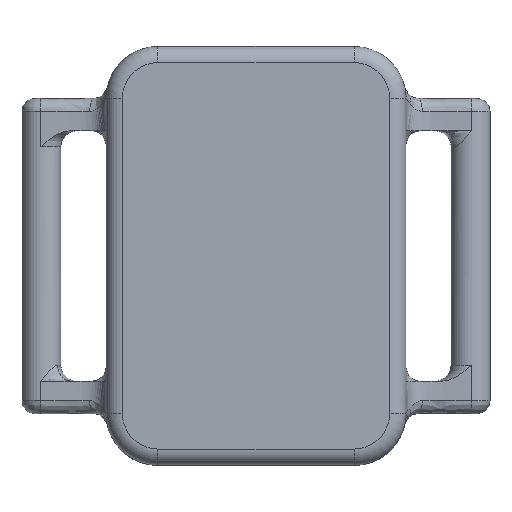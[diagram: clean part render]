
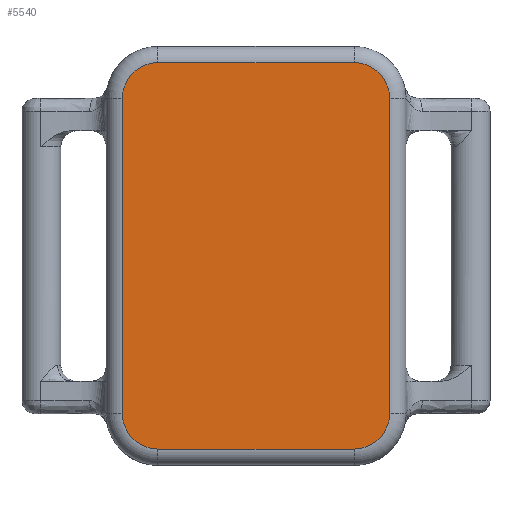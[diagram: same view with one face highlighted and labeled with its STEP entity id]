
A CAD part, top view. The second image highlights one B-rep face of the part: STEP entity #5540.
In plain terms, the highlighted planar face has unit normal (0, 0, 1).
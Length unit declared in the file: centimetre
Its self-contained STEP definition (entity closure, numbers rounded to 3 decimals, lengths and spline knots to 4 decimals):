
#102=PLANE('',#5916);
#386=FACE_OUTER_BOUND('',#705,.T.);
#705=EDGE_LOOP('',(#3985,#3986,#3987,#3988,#3989,#3990,#3991,#3992));
#1138=CIRCLE('',#5895,0.55);
#1142=CIRCLE('',#5901,0.55);
#1146=CIRCLE('',#5907,0.55);
#1149=CIRCLE('',#5912,0.55);
#1389=LINE('',#8604,#1883);
#1390=LINE('',#8613,#1884);
#1391=LINE('',#8622,#1885);
#1392=LINE('',#8633,#1886);
#1883=VECTOR('',#6485,1.);
#1884=VECTOR('',#6498,1.);
#1885=VECTOR('',#6511,1.);
#1886=VECTOR('',#6524,1.);
#2393=VERTEX_POINT('',#8600);
#2394=VERTEX_POINT('',#8602);
#2395=VERTEX_POINT('',#8606);
#2396=VERTEX_POINT('',#8611);
#2397=VERTEX_POINT('',#8615);
#2398=VERTEX_POINT('',#8620);
#2400=VERTEX_POINT('',#8625);
#2402=VERTEX_POINT('',#8631);
#2985=EDGE_CURVE('',#2394,#2393,#1389,.T.);
#2987=EDGE_CURVE('',#2395,#2394,#1138,.T.);
#2990=EDGE_CURVE('',#2396,#2395,#1390,.T.);
#2992=EDGE_CURVE('',#2397,#2396,#1142,.T.);
#2995=EDGE_CURVE('',#2398,#2397,#1391,.T.);
#2997=EDGE_CURVE('',#2400,#2398,#1146,.T.);
#3000=EDGE_CURVE('',#2402,#2400,#1392,.T.);
#3002=EDGE_CURVE('',#2393,#2402,#1149,.T.);
#3985=ORIENTED_EDGE('',*,*,#2985,.F.);
#3986=ORIENTED_EDGE('',*,*,#2987,.F.);
#3987=ORIENTED_EDGE('',*,*,#2990,.F.);
#3988=ORIENTED_EDGE('',*,*,#2992,.F.);
#3989=ORIENTED_EDGE('',*,*,#2995,.F.);
#3990=ORIENTED_EDGE('',*,*,#2997,.F.);
#3991=ORIENTED_EDGE('',*,*,#3000,.F.);
#3992=ORIENTED_EDGE('',*,*,#3002,.F.);
#5540=ADVANCED_FACE('',(#386),#102,.T.);
#5895=AXIS2_PLACEMENT_3D('',#8608,#6490,#6491);
#5901=AXIS2_PLACEMENT_3D('',#8617,#6503,#6504);
#5907=AXIS2_PLACEMENT_3D('',#8627,#6516,#6517);
#5912=AXIS2_PLACEMENT_3D('',#8636,#6528,#6529);
#5916=AXIS2_PLACEMENT_3D('',#8640,#6536,#6537);
#6485=DIRECTION('',(0.,1.,0.));
#6490=DIRECTION('center_axis',(0.,0.,-1.));
#6491=DIRECTION('ref_axis',(-0.707,-0.707,0.));
#6498=DIRECTION('',(-1.,0.,0.));
#6503=DIRECTION('center_axis',(0.,0.,-1.));
#6504=DIRECTION('ref_axis',(0.707,-0.707,0.));
#6511=DIRECTION('',(0.,-1.,0.));
#6516=DIRECTION('center_axis',(0.,0.,-1.));
#6517=DIRECTION('ref_axis',(0.707,0.707,0.));
#6524=DIRECTION('',(1.,0.,0.));
#6528=DIRECTION('center_axis',(0.,0.,-1.));
#6529=DIRECTION('ref_axis',(-0.707,0.707,0.));
#6536=DIRECTION('center_axis',(0.,0.,1.));
#6537=DIRECTION('ref_axis',(1.,0.,0.));
#8600=CARTESIAN_POINT('',(-2.065,5.67,1.279));
#8602=CARTESIAN_POINT('',(-2.065,0.8,1.279));
#8604=CARTESIAN_POINT('',(-2.065,4.4525,1.279));
#8606=CARTESIAN_POINT('',(-1.515,0.25,1.279));
#8608=CARTESIAN_POINT('Origin',(-1.515,0.8,1.279));
#8611=CARTESIAN_POINT('',(1.515,0.25,1.279));
#8613=CARTESIAN_POINT('',(-0.7575,0.25,1.279));
#8615=CARTESIAN_POINT('',(2.065,0.8,1.279));
#8617=CARTESIAN_POINT('Origin',(1.515,0.8,1.279));
#8620=CARTESIAN_POINT('',(2.065,5.67,1.279));
#8622=CARTESIAN_POINT('',(2.065,2.0175,1.279));
#8625=CARTESIAN_POINT('',(1.515,6.22,1.279));
#8627=CARTESIAN_POINT('Origin',(1.515,5.67,1.279));
#8631=CARTESIAN_POINT('',(-1.515,6.22,1.279));
#8633=CARTESIAN_POINT('',(0.7575,6.22,1.279));
#8636=CARTESIAN_POINT('Origin',(-1.515,5.67,1.279));
#8640=CARTESIAN_POINT('Origin',(0.,3.235,1.279));
